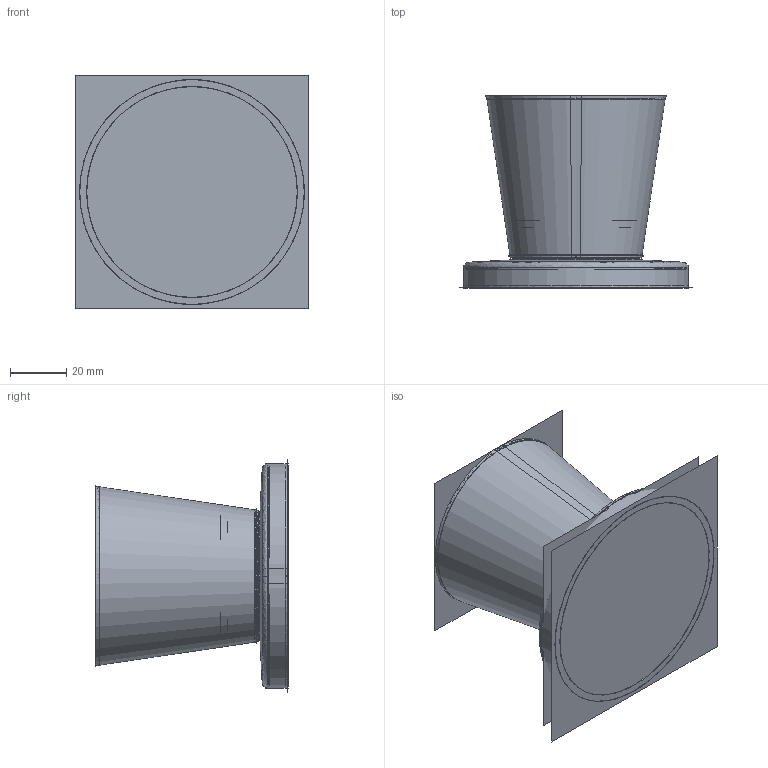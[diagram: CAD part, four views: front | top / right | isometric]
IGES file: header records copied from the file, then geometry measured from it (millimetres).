
Start section:  PTC IGES file: a42793_asm.igs
Global section: file name: a42793_asm.igs; native system: Creo Parametric by PTC Inc.; preprocessor: 2017380; author: yasemin.dundar; organization: Unknown; date: 20211012.133116; units: millimetre
Bounding box: 83.2 x 68.39 x 83.2 mm (x, y, z)
Surface area: 112418.8 mm2 (no closed solid volume)
Topology: 0 solids, 0 shells, 1174 faces, 14606 edges, 19100 vertices
Faces by surface type: revolution 612, bspline 562
